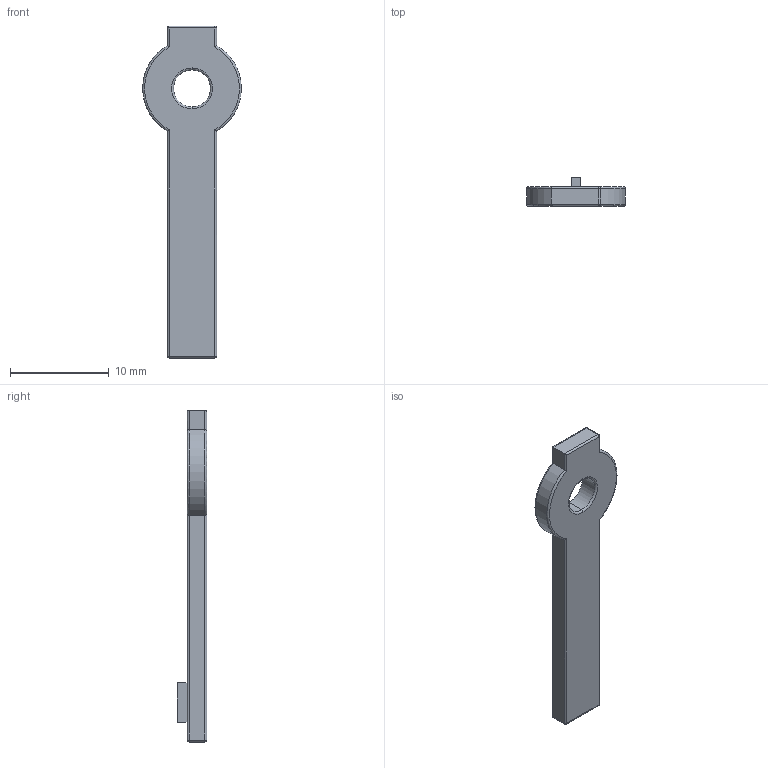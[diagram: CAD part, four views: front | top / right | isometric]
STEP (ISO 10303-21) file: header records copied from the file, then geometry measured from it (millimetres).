
FILE_DESCRIPTION (( 'STEP AP214' ), '1' );
FILE_NAME ('minute-hand.STEP', '2024-12-14T01:12:25', ( '' ), ( '' ), 'SwSTEP 2.0', 'SolidWorks 2023', '' );
FILE_SCHEMA (( 'AUTOMOTIVE_DESIGN' ));
Length unit declared in the file: millimetre
Products named in the file (2): minute-hand
Assembly tree (1 placements, depth 2):
  minute-hand
    minute-hand
Bounding box: 10 x 3 x 33.66 mm (x, y, z)
Volume: 378.4 mm3; surface area: 555.9 mm2
Topology: 1 solids, 1 shells, 44 faces, 99 edges, 52 vertices
Faces by surface type: cylinder 19, plane 13, torus 6, sphere 6
Entity records: 1234 total; most frequent: CARTESIAN_POINT 239, DIRECTION 213, ORIENTED_EDGE 186, EDGE_CURVE 93, AXIS2_PLACEMENT_3D 82, VERTEX_POINT 52, VECTOR 49, LINE 49
